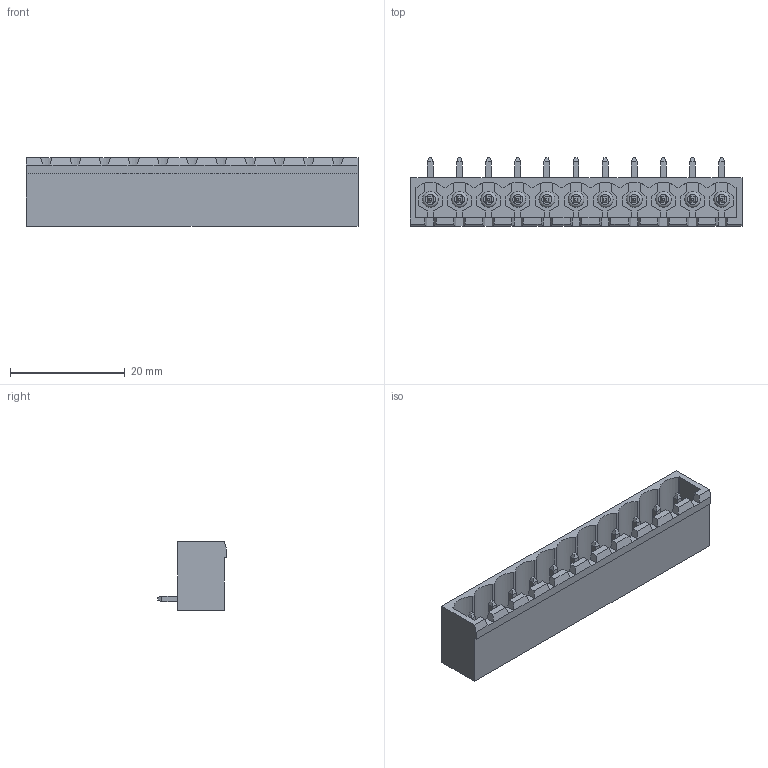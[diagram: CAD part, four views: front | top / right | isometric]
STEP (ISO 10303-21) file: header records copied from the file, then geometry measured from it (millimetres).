
FILE_DESCRIPTION( ( 'Unknown' ), '1' );
FILE_NAME( '691313510011.stp', 'Unknown', ( 'Unknown' ), ( 'Unknown' ), 'PSStep 15.0.49', 'Unknown', ' ' );
FILE_SCHEMA( ( 'AUTOMOTIVE_DESIGN { 1 0 10303 214 1 1 1 1 }' ) );
Length unit declared in the file: millimetre
Products named in the file (3): Assem1; 6913135100xx_PIN; 691311500111
Assembly tree (12 placements, depth 2):
  Assem1
    6913135100xx_PIN  x11
    691311500111
Bounding box: 57.88 x 12 x 12 mm (x, y, z)
Volume: 2400 mm3; surface area: 5378.1 mm2
Topology: 12 solids, 12 shells, 567 faces, 1519 edges, 976 vertices
Faces by surface type: plane 523, cylinder 33, torus 11
Full cylindrical faces by diameter (mm): 2.75 x11
Entity records: 15967 total; most frequent: CARTESIAN_POINT 2271, ORIENTED_EDGE 2232, DIRECTION 2015, EDGE_CURVE 1116, LINE 1037, VECTOR 1037, VERTEX_POINT 745, AXIS2_PLACEMENT_3D 489
